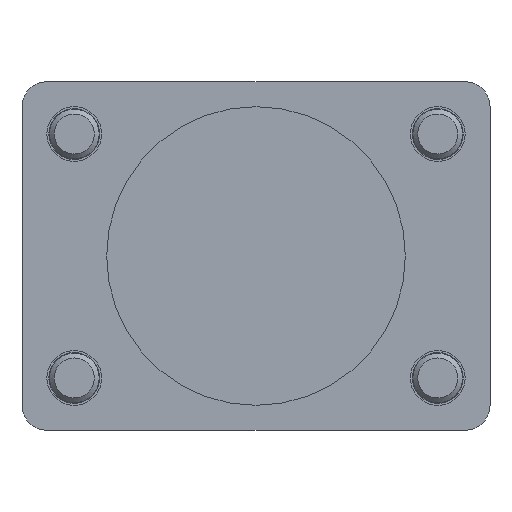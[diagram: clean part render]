
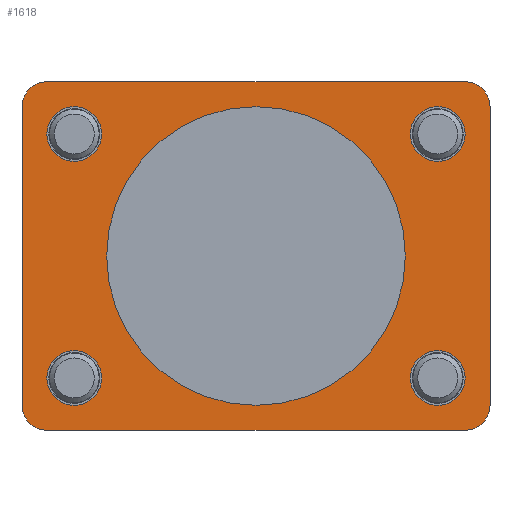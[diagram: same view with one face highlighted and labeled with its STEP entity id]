
A CAD part, front view. The second image highlights one B-rep face of the part: STEP entity #1618.
In plain terms, the highlighted planar face has unit normal (0, -1, 0).
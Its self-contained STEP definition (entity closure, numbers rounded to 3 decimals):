
#90=PLANE('',#1790);
#146=CIRCLE('',#1779,2.5);
#147=CIRCLE('',#1782,2.5);
#148=CIRCLE('',#1785,2.5);
#149=CIRCLE('',#1788,2.5);
#150=CIRCLE('',#1791,2.75);
#151=CIRCLE('',#1792,2.75);
#152=CIRCLE('',#1793,2.75);
#153=CIRCLE('',#1794,2.75);
#154=CIRCLE('',#1795,15.);
#252=LINE('',#2617,#362);
#255=LINE('',#2625,#365);
#258=LINE('',#2633,#368);
#261=LINE('',#2641,#371);
#362=VECTOR('',#2048,1000.);
#365=VECTOR('',#2057,1000.);
#368=VECTOR('',#2066,1000.);
#371=VECTOR('',#2075,1000.);
#532=ORIENTED_EDGE('',*,*,#940,.F.);
#533=ORIENTED_EDGE('',*,*,#941,.F.);
#534=ORIENTED_EDGE('',*,*,#942,.F.);
#535=ORIENTED_EDGE('',*,*,#943,.F.);
#536=ORIENTED_EDGE('',*,*,#944,.T.);
#537=ORIENTED_EDGE('',*,*,#924,.F.);
#538=ORIENTED_EDGE('',*,*,#939,.F.);
#539=ORIENTED_EDGE('',*,*,#937,.F.);
#540=ORIENTED_EDGE('',*,*,#935,.F.);
#541=ORIENTED_EDGE('',*,*,#933,.F.);
#542=ORIENTED_EDGE('',*,*,#931,.F.);
#543=ORIENTED_EDGE('',*,*,#929,.F.);
#544=ORIENTED_EDGE('',*,*,#927,.F.);
#924=EDGE_CURVE('',#1130,#1131,#146,.T.);
#927=EDGE_CURVE('',#1131,#1132,#252,.T.);
#929=EDGE_CURVE('',#1132,#1133,#147,.T.);
#931=EDGE_CURVE('',#1133,#1134,#255,.T.);
#933=EDGE_CURVE('',#1134,#1135,#148,.T.);
#935=EDGE_CURVE('',#1135,#1136,#258,.T.);
#937=EDGE_CURVE('',#1136,#1137,#149,.T.);
#939=EDGE_CURVE('',#1137,#1130,#261,.T.);
#940=EDGE_CURVE('',#1138,#1138,#150,.F.);
#941=EDGE_CURVE('',#1139,#1139,#151,.F.);
#942=EDGE_CURVE('',#1140,#1140,#152,.F.);
#943=EDGE_CURVE('',#1141,#1141,#153,.F.);
#944=EDGE_CURVE('',#1142,#1142,#154,.T.);
#1130=VERTEX_POINT('',#2612);
#1131=VERTEX_POINT('',#2613);
#1132=VERTEX_POINT('',#2618);
#1133=VERTEX_POINT('',#2622);
#1134=VERTEX_POINT('',#2626);
#1135=VERTEX_POINT('',#2630);
#1136=VERTEX_POINT('',#2634);
#1137=VERTEX_POINT('',#2638);
#1138=VERTEX_POINT('',#2644);
#1139=VERTEX_POINT('',#2646);
#1140=VERTEX_POINT('',#2648);
#1141=VERTEX_POINT('',#2650);
#1142=VERTEX_POINT('',#2652);
#1282=EDGE_LOOP('',(#532));
#1283=EDGE_LOOP('',(#533));
#1284=EDGE_LOOP('',(#534));
#1285=EDGE_LOOP('',(#535));
#1286=EDGE_LOOP('',(#536));
#1287=EDGE_LOOP('',(#537,#538,#539,#540,#541,#542,#543,#544));
#1432=FACE_BOUND('',#1282,.T.);
#1433=FACE_BOUND('',#1283,.T.);
#1434=FACE_BOUND('',#1284,.T.);
#1435=FACE_BOUND('',#1285,.T.);
#1436=FACE_BOUND('',#1286,.T.);
#1437=FACE_BOUND('',#1287,.T.);
#1618=ADVANCED_FACE('',(#1432,#1433,#1434,#1435,#1436,#1437),#90,.F.);
#1779=AXIS2_PLACEMENT_3D('',#2611,#2042,#2043);
#1782=AXIS2_PLACEMENT_3D('',#2621,#2052,#2053);
#1785=AXIS2_PLACEMENT_3D('',#2629,#2061,#2062);
#1788=AXIS2_PLACEMENT_3D('',#2637,#2070,#2071);
#1790=AXIS2_PLACEMENT_3D('',#2642,#2076,#2077);
#1791=AXIS2_PLACEMENT_3D('',#2643,#2078,#2079);
#1792=AXIS2_PLACEMENT_3D('',#2645,#2080,#2081);
#1793=AXIS2_PLACEMENT_3D('',#2647,#2082,#2083);
#1794=AXIS2_PLACEMENT_3D('',#2649,#2084,#2085);
#1795=AXIS2_PLACEMENT_3D('',#2651,#2086,#2087);
#2042=DIRECTION('',(0.,1.,0.));
#2043=DIRECTION('',(1.,0.,0.));
#2048=DIRECTION('',(0.,0.,1.));
#2052=DIRECTION('',(0.,1.,0.));
#2053=DIRECTION('',(1.,0.,0.));
#2057=DIRECTION('',(1.,0.,0.));
#2061=DIRECTION('',(0.,1.,0.));
#2062=DIRECTION('',(1.,0.,0.));
#2066=DIRECTION('',(0.,0.,-1.));
#2070=DIRECTION('',(0.,1.,0.));
#2071=DIRECTION('',(1.,0.,0.));
#2075=DIRECTION('',(-1.,0.,0.));
#2076=DIRECTION('',(0.,1.,0.));
#2077=DIRECTION('',(0.,0.,1.));
#2078=DIRECTION('',(0.,1.,0.));
#2079=DIRECTION('',(0.,0.,1.));
#2080=DIRECTION('',(0.,1.,0.));
#2081=DIRECTION('',(0.,0.,1.));
#2082=DIRECTION('',(0.,1.,0.));
#2083=DIRECTION('',(0.,0.,1.));
#2084=DIRECTION('',(0.,1.,0.));
#2085=DIRECTION('',(0.,0.,1.));
#2086=DIRECTION('',(0.,1.,0.));
#2087=DIRECTION('',(1.,0.,0.));
#2611=CARTESIAN_POINT('',(-21.,0.,-15.));
#2612=CARTESIAN_POINT('',(-21.,0.,-17.5));
#2613=CARTESIAN_POINT('',(-23.5,0.,-15.));
#2617=CARTESIAN_POINT('',(-23.5,0.,-15.));
#2618=CARTESIAN_POINT('',(-23.5,0.,15.));
#2621=CARTESIAN_POINT('',(-21.,0.,15.));
#2622=CARTESIAN_POINT('',(-21.,0.,17.5));
#2625=CARTESIAN_POINT('',(-21.,0.,17.5));
#2626=CARTESIAN_POINT('',(21.,0.,17.5));
#2629=CARTESIAN_POINT('',(21.,0.,15.));
#2630=CARTESIAN_POINT('',(23.5,0.,15.));
#2633=CARTESIAN_POINT('',(23.5,0.,15.));
#2634=CARTESIAN_POINT('',(23.5,0.,-15.));
#2637=CARTESIAN_POINT('',(21.,0.,-15.));
#2638=CARTESIAN_POINT('',(21.,0.,-17.5));
#2641=CARTESIAN_POINT('',(21.,0.,-17.5));
#2642=CARTESIAN_POINT('',(-21.,0.,-15.));
#2643=CARTESIAN_POINT('',(18.25,0.,-12.25));
#2644=CARTESIAN_POINT('',(18.25,0.,-9.5));
#2645=CARTESIAN_POINT('',(-18.25,0.,-12.25));
#2646=CARTESIAN_POINT('',(-18.25,0.,-9.5));
#2647=CARTESIAN_POINT('',(18.25,0.,12.25));
#2648=CARTESIAN_POINT('',(18.25,0.,15.));
#2649=CARTESIAN_POINT('',(-18.25,0.,12.25));
#2650=CARTESIAN_POINT('',(-18.25,0.,15.));
#2651=CARTESIAN_POINT('',(0.,0.,0.));
#2652=CARTESIAN_POINT('',(15.,0.,0.));
